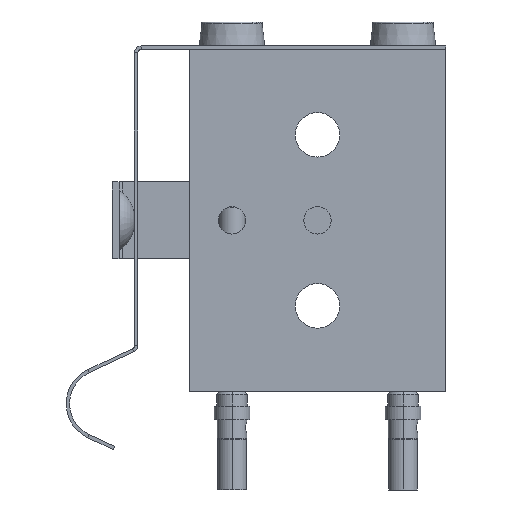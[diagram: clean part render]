
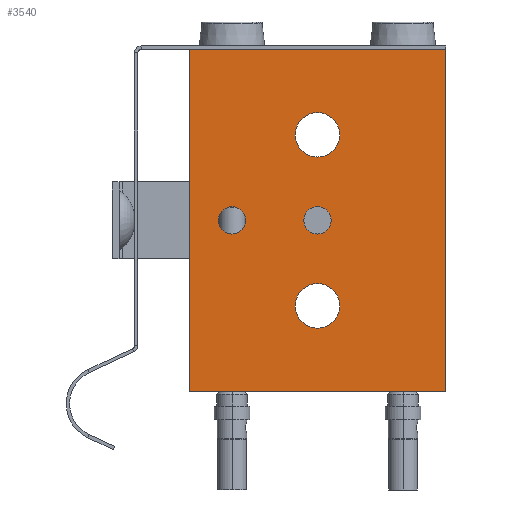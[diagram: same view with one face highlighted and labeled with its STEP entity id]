
A CAD part, left-side view. The second image highlights one B-rep face of the part: STEP entity #3540.
In plain terms, the highlighted planar face has unit normal (-1, 0, 0).
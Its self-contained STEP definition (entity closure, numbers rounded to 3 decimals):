
#3 = VERTEX_POINT ( 'NONE', #8659 ) ;
#135 = CARTESIAN_POINT ( 'NONE',  ( 0., 7.5, -10. ) ) ;
#157 = ORIENTED_EDGE ( 'NONE', *, *, #7207, .F. ) ;
#243 = EDGE_CURVE ( 'NONE', #2350, #381, #2856, .T. ) ;
#291 = DIRECTION ( 'NONE',  ( 0., 0., 1. ) ) ;
#297 = ORIENTED_EDGE ( 'NONE', *, *, #7362, .F. ) ;
#381 = VERTEX_POINT ( 'NONE', #5122 ) ;
#472 = VECTOR ( 'NONE', #291, 1000. ) ;
#639 = CARTESIAN_POINT ( 'NONE',  ( 0., 0., 0. ) ) ;
#733 = CIRCLE ( 'NONE', #4768, 1.3 ) ;
#777 = AXIS2_PLACEMENT_3D ( 'NONE', #7990, #4343, #5796 ) ;
#1097 = CARTESIAN_POINT ( 'NONE',  ( 0., 0., 0.8 ) ) ;
#1100 = EDGE_CURVE ( 'NONE', #5485, #7062, #8895, .T. ) ;
#1117 = ORIENTED_EDGE ( 'NONE', *, *, #3370, .T. ) ;
#1251 = EDGE_CURVE ( 'NONE', #4350, #6851, #3065, .T. ) ;
#1264 = CARTESIAN_POINT ( 'NONE',  ( 0., 0., -5. ) ) ;
#1340 = DIRECTION ( 'NONE',  ( 0., 0., -1. ) ) ;
#1356 = CARTESIAN_POINT ( 'NONE',  ( 0., 5., 0.8 ) ) ;
#1418 = DIRECTION ( 'NONE',  ( 1., 0., 0. ) ) ;
#1435 = LINE ( 'NONE', #7638, #472 ) ;
#1577 = CARTESIAN_POINT ( 'NONE',  ( 0., 0., 0. ) ) ;
#1617 = CIRCLE ( 'NONE', #3348, 0.8 ) ;
#1619 = EDGE_CURVE ( 'NONE', #6315, #8167, #6624, .T. ) ;
#1625 = CARTESIAN_POINT ( 'NONE',  ( 0., 7.5, 10. ) ) ;
#1743 = DIRECTION ( 'NONE',  ( 0., 0., 1. ) ) ;
#2018 = CARTESIAN_POINT ( 'NONE',  ( 0., 0., 0. ) ) ;
#2139 = AXIS2_PLACEMENT_3D ( 'NONE', #5194, #3013, #6535 ) ;
#2350 = VERTEX_POINT ( 'NONE', #7468 ) ;
#2503 = DIRECTION ( 'NONE',  ( 0., 0., -1. ) ) ;
#2741 = ORIENTED_EDGE ( 'NONE', *, *, #1100, .T. ) ;
#2848 = EDGE_CURVE ( 'NONE', #7713, #7658, #733, .T. ) ;
#2856 = CIRCLE ( 'NONE', #2883, 1.3 ) ;
#2883 = AXIS2_PLACEMENT_3D ( 'NONE', #3251, #4810, #2503 ) ;
#2929 = FACE_BOUND ( 'NONE', #6585, .T. ) ;
#3013 = DIRECTION ( 'NONE',  ( 1., 0., 0. ) ) ;
#3065 = CIRCLE ( 'NONE', #777, 0.8 ) ;
#3114 = DIRECTION ( 'NONE',  ( 1., 0., 0. ) ) ;
#3190 = DIRECTION ( 'NONE',  ( 1., 0., 0. ) ) ;
#3237 = CARTESIAN_POINT ( 'NONE',  ( 0., -7.5, -10. ) ) ;
#3251 = CARTESIAN_POINT ( 'NONE',  ( 0., 0., -5. ) ) ;
#3348 = AXIS2_PLACEMENT_3D ( 'NONE', #2018, #3114, #7099 ) ;
#3370 = EDGE_CURVE ( 'NONE', #6851, #4350, #8285, .T. ) ;
#3409 = DIRECTION ( 'NONE',  ( 0., 0., -1. ) ) ;
#3480 = FACE_OUTER_BOUND ( 'NONE', #6284, .T. ) ;
#3540 = ADVANCED_FACE ( 'NONE', ( #8984, #2929, #6956, #4364, #3480 ), #5243, .T. ) ;
#3571 = LINE ( 'NONE', #6683, #4332 ) ;
#3745 = AXIS2_PLACEMENT_3D ( 'NONE', #1264, #1418, #9027 ) ;
#4081 = CARTESIAN_POINT ( 'NONE',  ( 0., 0., 6.3 ) ) ;
#4116 = EDGE_CURVE ( 'NONE', #7062, #5485, #1617, .T. ) ;
#4136 = CARTESIAN_POINT ( 'NONE',  ( 0., 5., -0.8 ) ) ;
#4229 = AXIS2_PLACEMENT_3D ( 'NONE', #639, #5513, #1340 ) ;
#4332 = VECTOR ( 'NONE', #3409, 1000. ) ;
#4343 = DIRECTION ( 'NONE',  ( 1., 0., 0. ) ) ;
#4350 = VERTEX_POINT ( 'NONE', #1356 ) ;
#4364 = FACE_BOUND ( 'NONE', #8661, .T. ) ;
#4449 = ORIENTED_EDGE ( 'NONE', *, *, #5873, .T. ) ;
#4693 = ORIENTED_EDGE ( 'NONE', *, *, #7585, .F. ) ;
#4768 = AXIS2_PLACEMENT_3D ( 'NONE', #8850, #3190, #8585 ) ;
#4803 = ORIENTED_EDGE ( 'NONE', *, *, #1251, .T. ) ;
#4808 = DIRECTION ( 'NONE',  ( 0., 0., -1. ) ) ;
#4810 = DIRECTION ( 'NONE',  ( 1., 0., 0. ) ) ;
#5122 = CARTESIAN_POINT ( 'NONE',  ( 0., 0., -3.7 ) ) ;
#5168 = EDGE_LOOP ( 'NONE', ( #1117, #4803 ) ) ;
#5194 = CARTESIAN_POINT ( 'NONE',  ( 0., 0., 5. ) ) ;
#5235 = CARTESIAN_POINT ( 'NONE',  ( 0., -7.5, -10. ) ) ;
#5243 = PLANE ( 'NONE',  #7124 ) ;
#5344 = ORIENTED_EDGE ( 'NONE', *, *, #243, .T. ) ;
#5426 = AXIS2_PLACEMENT_3D ( 'NONE', #6356, #7384, #4808 ) ;
#5485 = VERTEX_POINT ( 'NONE', #1097 ) ;
#5513 = DIRECTION ( 'NONE',  ( 1., 0., 0. ) ) ;
#5766 = EDGE_LOOP ( 'NONE', ( #8755, #4449 ) ) ;
#5796 = DIRECTION ( 'NONE',  ( 0., 0., -1. ) ) ;
#5873 = EDGE_CURVE ( 'NONE', #7658, #7713, #8278, .T. ) ;
#6170 = LINE ( 'NONE', #6347, #7038 ) ;
#6259 = ORIENTED_EDGE ( 'NONE', *, *, #9011, .T. ) ;
#6284 = EDGE_LOOP ( 'NONE', ( #7696, #157, #297, #4693 ) ) ;
#6315 = VERTEX_POINT ( 'NONE', #5235 ) ;
#6318 = VERTEX_POINT ( 'NONE', #1625 ) ;
#6347 = CARTESIAN_POINT ( 'NONE',  ( 0., -7.5, 10. ) ) ;
#6356 = CARTESIAN_POINT ( 'NONE',  ( 0., 5., 0. ) ) ;
#6475 = ORIENTED_EDGE ( 'NONE', *, *, #4116, .T. ) ;
#6535 = DIRECTION ( 'NONE',  ( 0., 0., -1. ) ) ;
#6585 = EDGE_LOOP ( 'NONE', ( #6475, #2741 ) ) ;
#6624 = LINE ( 'NONE', #3237, #8512 ) ;
#6683 = CARTESIAN_POINT ( 'NONE',  ( 0., -7.5, 10. ) ) ;
#6738 = CIRCLE ( 'NONE', #3745, 1.3 ) ;
#6851 = VERTEX_POINT ( 'NONE', #4136 ) ;
#6910 = DIRECTION ( 'NONE',  ( 0., 1., 0. ) ) ;
#6956 = FACE_BOUND ( 'NONE', #5766, .T. ) ;
#7038 = VECTOR ( 'NONE', #8078, 1000. ) ;
#7062 = VERTEX_POINT ( 'NONE', #8826 ) ;
#7095 = CARTESIAN_POINT ( 'NONE',  ( 0., 0., 3.7 ) ) ;
#7099 = DIRECTION ( 'NONE',  ( 0., 0., -1. ) ) ;
#7124 = AXIS2_PLACEMENT_3D ( 'NONE', #1577, #8682, #1743 ) ;
#7207 = EDGE_CURVE ( 'NONE', #3, #6315, #3571, .T. ) ;
#7362 = EDGE_CURVE ( 'NONE', #6318, #3, #6170, .T. ) ;
#7384 = DIRECTION ( 'NONE',  ( 1., 0., 0. ) ) ;
#7468 = CARTESIAN_POINT ( 'NONE',  ( 0., 0., -6.3 ) ) ;
#7585 = EDGE_CURVE ( 'NONE', #8167, #6318, #1435, .T. ) ;
#7638 = CARTESIAN_POINT ( 'NONE',  ( 0., 7.5, 10. ) ) ;
#7658 = VERTEX_POINT ( 'NONE', #4081 ) ;
#7696 = ORIENTED_EDGE ( 'NONE', *, *, #1619, .F. ) ;
#7713 = VERTEX_POINT ( 'NONE', #7095 ) ;
#7990 = CARTESIAN_POINT ( 'NONE',  ( 0., 5., 0. ) ) ;
#8078 = DIRECTION ( 'NONE',  ( 0., -1., 0. ) ) ;
#8167 = VERTEX_POINT ( 'NONE', #135 ) ;
#8278 = CIRCLE ( 'NONE', #2139, 1.3 ) ;
#8285 = CIRCLE ( 'NONE', #5426, 0.8 ) ;
#8512 = VECTOR ( 'NONE', #6910, 1000. ) ;
#8585 = DIRECTION ( 'NONE',  ( 0., 0., -1. ) ) ;
#8659 = CARTESIAN_POINT ( 'NONE',  ( 0., -7.5, 10. ) ) ;
#8661 = EDGE_LOOP ( 'NONE', ( #5344, #6259 ) ) ;
#8682 = DIRECTION ( 'NONE',  ( -1., 0., 0. ) ) ;
#8755 = ORIENTED_EDGE ( 'NONE', *, *, #2848, .T. ) ;
#8826 = CARTESIAN_POINT ( 'NONE',  ( 0., 0., -0.8 ) ) ;
#8850 = CARTESIAN_POINT ( 'NONE',  ( 0., 0., 5. ) ) ;
#8895 = CIRCLE ( 'NONE', #4229, 0.8 ) ;
#8984 = FACE_BOUND ( 'NONE', #5168, .T. ) ;
#9011 = EDGE_CURVE ( 'NONE', #381, #2350, #6738, .T. ) ;
#9027 = DIRECTION ( 'NONE',  ( 0., 0., -1. ) ) ;
